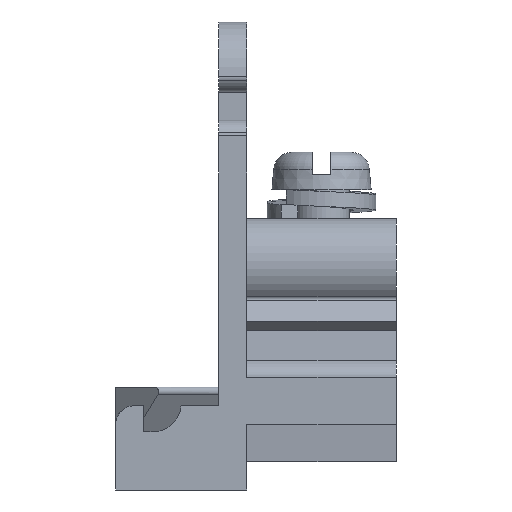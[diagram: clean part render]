
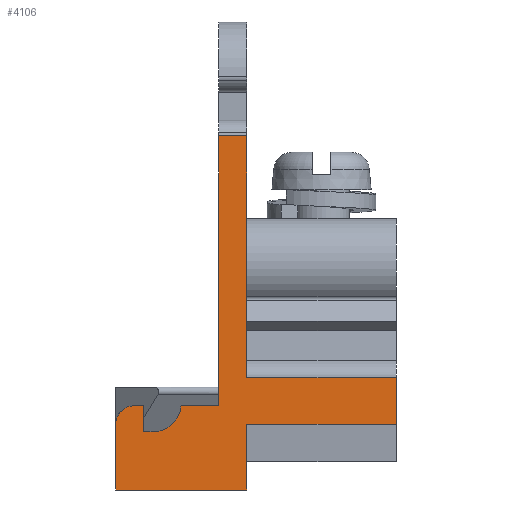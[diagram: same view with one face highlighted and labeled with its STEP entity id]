
A CAD part, left-side view. The second image highlights one B-rep face of the part: STEP entity #4106.
In plain terms, the highlighted planar face has unit normal (-1, 0, 0).
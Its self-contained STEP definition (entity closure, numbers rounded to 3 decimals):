
#220=CIRCLE('',#4260,1.5);
#221=CIRCLE('',#4263,1.);
#907=ORIENTED_EDGE('',*,*,#1478,.T.);
#908=ORIENTED_EDGE('',*,*,#1473,.T.);
#909=ORIENTED_EDGE('',*,*,#1498,.F.);
#910=ORIENTED_EDGE('',*,*,#1535,.F.);
#911=ORIENTED_EDGE('',*,*,#1552,.F.);
#912=ORIENTED_EDGE('',*,*,#1213,.T.);
#913=ORIENTED_EDGE('',*,*,#1553,.F.);
#914=ORIENTED_EDGE('',*,*,#1554,.F.);
#915=ORIENTED_EDGE('',*,*,#1555,.F.);
#916=ORIENTED_EDGE('',*,*,#1556,.T.);
#917=ORIENTED_EDGE('',*,*,#1557,.T.);
#918=ORIENTED_EDGE('',*,*,#1503,.T.);
#919=ORIENTED_EDGE('',*,*,#1470,.T.);
#920=ORIENTED_EDGE('',*,*,#1467,.T.);
#921=ORIENTED_EDGE('',*,*,#1464,.T.);
#1213=EDGE_CURVE('',#1668,#1667,#1973,.T.);
#1464=EDGE_CURVE('',#1847,#1846,#2062,.F.);
#1467=EDGE_CURVE('',#1849,#1847,#2065,.F.);
#1470=EDGE_CURVE('',#1851,#1849,#220,.F.);
#1473=EDGE_CURVE('',#1853,#1854,#221,.T.);
#1478=EDGE_CURVE('',#1846,#1853,#2072,.F.);
#1498=EDGE_CURVE('',#1871,#1854,#2088,.F.);
#1503=EDGE_CURVE('',#1873,#1851,#2093,.F.);
#1535=EDGE_CURVE('',#1892,#1871,#2123,.F.);
#1552=EDGE_CURVE('',#1668,#1892,#2138,.F.);
#1553=EDGE_CURVE('',#1903,#1667,#2139,.T.);
#1554=EDGE_CURVE('',#1904,#1903,#2140,.T.);
#1555=EDGE_CURVE('',#1905,#1904,#2141,.T.);
#1556=EDGE_CURVE('',#1905,#1906,#2142,.F.);
#1557=EDGE_CURVE('',#1906,#1873,#2143,.T.);
#1667=VERTEX_POINT('',#5071);
#1668=VERTEX_POINT('',#5073);
#1846=VERTEX_POINT('',#6523);
#1847=VERTEX_POINT('',#6525);
#1849=VERTEX_POINT('',#6531);
#1851=VERTEX_POINT('',#6537);
#1853=VERTEX_POINT('',#6543);
#1854=VERTEX_POINT('',#6544);
#1871=VERTEX_POINT('',#6592);
#1873=VERTEX_POINT('',#6601);
#1892=VERTEX_POINT('',#6662);
#1903=VERTEX_POINT('',#6698);
#1904=VERTEX_POINT('',#6700);
#1905=VERTEX_POINT('',#6702);
#1906=VERTEX_POINT('',#6704);
#1973=LINE('',#5072,#2217);
#2062=LINE('',#6524,#2306);
#2065=LINE('',#6530,#2309);
#2072=LINE('',#6552,#2316);
#2088=LINE('',#6593,#2332);
#2093=LINE('',#6600,#2337);
#2123=LINE('',#6663,#2367);
#2138=LINE('',#6695,#2382);
#2139=LINE('',#6697,#2383);
#2140=LINE('',#6699,#2384);
#2141=LINE('',#6701,#2385);
#2142=LINE('',#6703,#2386);
#2143=LINE('',#6705,#2387);
#2217=VECTOR('',#4381,1000.);
#2306=VECTOR('',#4678,1000.);
#2309=VECTOR('',#4683,1000.);
#2316=VECTOR('',#4704,1000.);
#2332=VECTOR('',#4740,1000.);
#2337=VECTOR('',#4747,1000.);
#2367=VECTOR('',#4803,1000.);
#2382=VECTOR('',#4832,1000.);
#2383=VECTOR('',#4835,1000.);
#2384=VECTOR('',#4836,1000.);
#2385=VECTOR('',#4837,1000.);
#2386=VECTOR('',#4838,1000.);
#2387=VECTOR('',#4839,1000.);
#2585=EDGE_LOOP('',(#907,#908,#909,#910,#911,#912,#913,#914,#915,#916,#917,
#918,#919,#920,#921));
#2753=FACE_BOUND('',#2585,.T.);
#2857=PLANE('',#4297);
#4106=ADVANCED_FACE('',(#2753),#2857,.T.);
#4260=AXIS2_PLACEMENT_3D('',#6536,#4688,#4689);
#4263=AXIS2_PLACEMENT_3D('',#6542,#4695,#4696);
#4297=AXIS2_PLACEMENT_3D('',#6696,#4833,#4834);
#4381=DIRECTION('',(0.,-1.,0.));
#4678=DIRECTION('',(0.,0.,-1.));
#4683=DIRECTION('',(0.,-1.,0.));
#4688=DIRECTION('',(-1.,0.,0.));
#4689=DIRECTION('',(0.,0.,1.));
#4695=DIRECTION('',(-1.,0.,0.));
#4696=DIRECTION('',(0.,0.,1.));
#4704=DIRECTION('',(0.,-1.,0.));
#4740=DIRECTION('',(0.,0.,-1.));
#4747=DIRECTION('',(0.,-1.,0.));
#4803=DIRECTION('',(0.,-1.,0.));
#4832=DIRECTION('',(0.,0.,1.));
#4833=DIRECTION('',(-1.,0.,0.));
#4834=DIRECTION('',(0.,0.,-1.));
#4835=DIRECTION('',(0.,0.,-1.));
#4836=DIRECTION('',(0.,-1.,0.));
#4837=DIRECTION('',(0.,0.,-1.));
#4838=DIRECTION('',(0.,-1.,0.));
#4839=DIRECTION('',(0.,0.,-1.));
#5071=CARTESIAN_POINT('',(-12.5,0.,-9.));
#5072=CARTESIAN_POINT('',(-12.5,4.,-9.));
#5073=CARTESIAN_POINT('',(-12.5,8.,-9.));
#6523=CARTESIAN_POINT('',(-12.5,13.5,-8.));
#6524=CARTESIAN_POINT('',(-12.5,13.5,12.5));
#6525=CARTESIAN_POINT('',(-12.5,13.5,-9.4));
#6530=CARTESIAN_POINT('',(-12.5,15.,-9.4));
#6531=CARTESIAN_POINT('',(-12.5,12.997,-9.4));
#6536=CARTESIAN_POINT('',(-12.5,12.997,-7.9));
#6537=CARTESIAN_POINT('',(-12.5,11.5,-8.));
#6542=CARTESIAN_POINT('',(-12.5,14.,-9.));
#6543=CARTESIAN_POINT('',(-12.5,14.,-8.));
#6544=CARTESIAN_POINT('',(-12.5,15.,-9.));
#6552=CARTESIAN_POINT('',(-12.5,9.5,-8.));
#6592=CARTESIAN_POINT('',(-12.5,15.,-12.5));
#6593=CARTESIAN_POINT('',(-12.5,15.,0.));
#6600=CARTESIAN_POINT('',(-12.5,9.5,-8.));
#6601=CARTESIAN_POINT('',(-12.5,9.5,-8.));
#6662=CARTESIAN_POINT('',(-12.5,8.,-12.5));
#6663=CARTESIAN_POINT('',(-12.5,15.,-12.5));
#6695=CARTESIAN_POINT('',(-12.5,8.,0.));
#6696=CARTESIAN_POINT('',(-12.5,15.,12.5));
#6697=CARTESIAN_POINT('',(-12.5,0.,12.5));
#6698=CARTESIAN_POINT('',(-12.5,0.,-6.5));
#6699=CARTESIAN_POINT('',(-12.5,8.,-6.5));
#6700=CARTESIAN_POINT('',(-12.5,8.,-6.5));
#6701=CARTESIAN_POINT('',(-12.5,8.,12.5));
#6702=CARTESIAN_POINT('',(-12.5,8.,6.417));
#6703=CARTESIAN_POINT('',(-12.5,15.,6.417));
#6704=CARTESIAN_POINT('',(-12.5,9.5,6.417));
#6705=CARTESIAN_POINT('',(-12.5,9.5,12.5));
